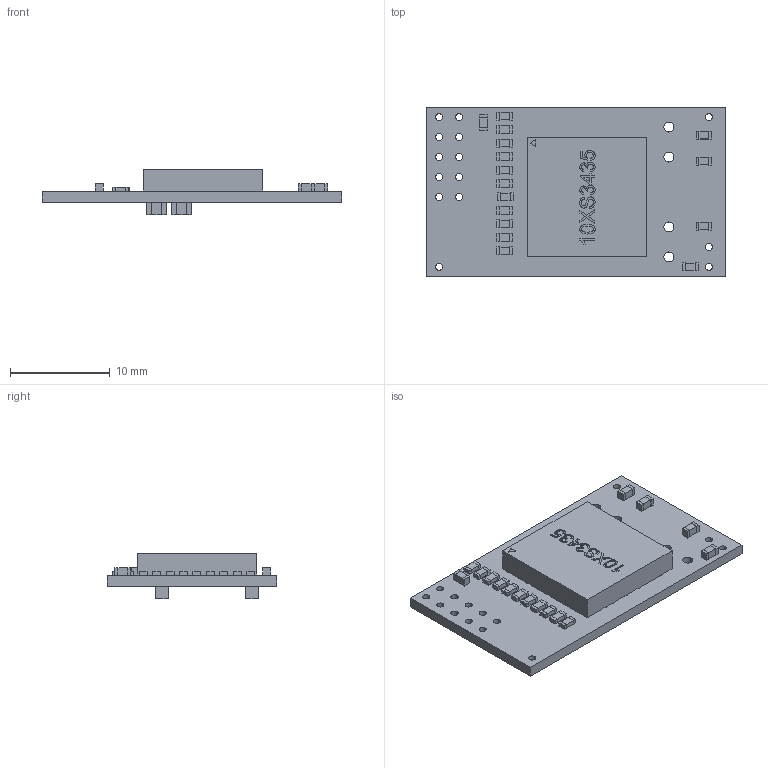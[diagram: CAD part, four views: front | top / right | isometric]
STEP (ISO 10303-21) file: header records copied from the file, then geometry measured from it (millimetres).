
FILE_DESCRIPTION(('Open CASCADE Model'),'2;1');
FILE_NAME('Open CASCADE Shape Model','2015-07-21T15:15:13',('Author'),( 'Open CASCADE'),'Open CASCADE STEP processor 6.2','Open CASCADE 6.2' ,'Unknown');
FILE_SCHEMA(('AUTOMOTIVE_DESIGN { 1 0 10303 214 1 1 1 1 }'));
Length unit declared in the file: millimetre
Products named in the file (25): PCB; BoardSWITCH_PCB; U1SWITCH_PCB; 10XS3435; R11SWITCH_PCB; 0603_resistor; R10SWITCH_PCB; R9SWITCH_PCB; R8SWITCH_PCB; R7SWITCH_PCB; R6SWITCH_PCB; R5SWITCH_PCB; R4SWITCH_PCB; R3SWITCH_PCB; R2SWITCH_PCB; R1SWITCH_PCB; C7SWITCH_PCB; 0603_capacitor; C6SWITCH_PCB; C5SWITCH_PCB; C4SWITCH_PCB; C3SWITCH_PCB; C2SWITCH_PCB; 0805_capacitor; C1SWITCH_PCB
Assembly tree (39 placements, depth 3):
  PCB
    BoardSWITCH_PCB
    U1SWITCH_PCB
      10XS3435
    R11SWITCH_PCB
      0603_resistor
    R10SWITCH_PCB
      0603_resistor
    R9SWITCH_PCB
      0603_resistor
    R8SWITCH_PCB
      0603_resistor
    R7SWITCH_PCB
      0603_resistor
    R6SWITCH_PCB
      0603_resistor
    R5SWITCH_PCB
      0603_resistor
    R4SWITCH_PCB
      0603_resistor
    R3SWITCH_PCB
      0603_resistor
    R2SWITCH_PCB
      0603_resistor
    R1SWITCH_PCB
      0603_resistor
    C7SWITCH_PCB
      0603_capacitor
    C6SWITCH_PCB
      0603_capacitor
    C5SWITCH_PCB
      0603_capacitor
    C4SWITCH_PCB
      0603_capacitor
    C3SWITCH_PCB
      0603_capacitor
    C2SWITCH_PCB
      0805_capacitor
    C1SWITCH_PCB
      0805_capacitor
Bounding box: 30 x 17 x 4.59 mm (x, y, z)
Volume: 885.7 mm3; surface area: 1706.4 mm2
Topology: 56 solids, 56 shells, 778 faces, 1962 edges, 1308 vertices
Faces by surface type: plane 693, bspline 67, cylinder 18
Full cylindrical faces by diameter (mm): 0.71 x14, 1 x4
Entity records: 43661 total; most frequent: CARTESIAN_POINT 12059, DIRECTION 4826, LINE 3792, VECTOR 3792, ORIENTED_EDGE 2844, PCURVE 2844, DEFINITIONAL_REPRESENTATION 2844, EDGE_CURVE 1422
